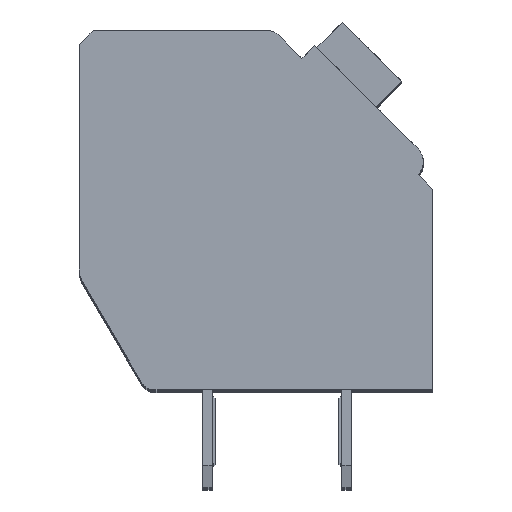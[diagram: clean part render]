
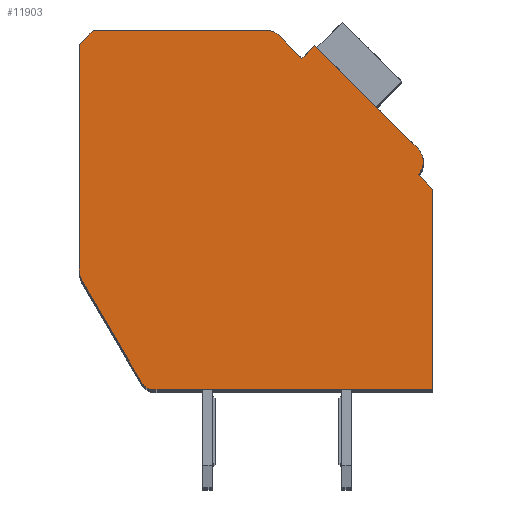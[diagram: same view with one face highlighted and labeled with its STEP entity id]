
A CAD part, top view. The second image highlights one B-rep face of the part: STEP entity #11903.
In plain terms, the highlighted planar face has unit normal (0, 0, 1).
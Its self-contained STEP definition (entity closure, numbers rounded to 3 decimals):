
#272=DIRECTION('',(0.,-1.,0.));
#273=VECTOR('',#272,8.053);
#274=CARTESIAN_POINT('',(-12.7,12.4,2.1));
#275=LINE('',#274,#273);
#276=DIRECTION('',(-0.707,-0.707,0.));
#277=VECTOR('',#276,0.707);
#278=CARTESIAN_POINT('',(-12.2,12.9,2.1));
#279=LINE('',#278,#277);
#280=DIRECTION('',(-1.,0.,0.));
#281=VECTOR('',#280,6.298);
#282=CARTESIAN_POINT('',(-5.902,12.9,2.1));
#283=LINE('',#282,#281);
#284=CARTESIAN_POINT('',(-5.902,12.4,2.1));
#285=DIRECTION('',(0.,0.,1.));
#286=DIRECTION('',(0.707,0.707,0.));
#287=AXIS2_PLACEMENT_3D('',#284,#285,#286);
#289=DIRECTION('',(-0.707,0.707,0.));
#290=VECTOR('',#289,1.197);
#291=CARTESIAN_POINT('',(-4.702,11.907,2.1));
#292=LINE('',#291,#290);
#293=DIRECTION('',(-0.707,-0.707,0.));
#294=VECTOR('',#293,0.65);
#295=CARTESIAN_POINT('',(-4.243,12.367,2.1));
#296=LINE('',#295,#294);
#297=DIRECTION('',(-0.707,0.707,0.));
#298=VECTOR('',#297,5.25);
#299=CARTESIAN_POINT('',(-0.53,8.655,2.1));
#300=LINE('',#299,#298);
#301=CARTESIAN_POINT('',(-0.99,8.195,2.1));
#302=DIRECTION('',(0.,0.,1.));
#303=DIRECTION('',(0.707,-0.707,0.));
#304=AXIS2_PLACEMENT_3D('',#301,#302,#303);
#306=DIRECTION('',(-0.707,0.707,0.));
#307=VECTOR('',#306,0.75);
#308=CARTESIAN_POINT('',(0.,7.205,2.1));
#309=LINE('',#308,#307);
#310=DIRECTION('',(0.,1.,0.));
#311=VECTOR('',#310,7.205);
#312=CARTESIAN_POINT('',(0.,0.,2.1));
#313=LINE('',#312,#311);
#314=DIRECTION('',(1.,0.,0.));
#315=VECTOR('',#314,10.014);
#316=CARTESIAN_POINT('',(-10.014,0.,2.1));
#317=LINE('',#316,#315);
#318=CARTESIAN_POINT('',(-10.014,0.5,2.1));
#319=DIRECTION('',(0.,0.,1.));
#320=DIRECTION('',(-0.862,-0.508,0.));
#321=AXIS2_PLACEMENT_3D('',#318,#319,#320);
#323=DIRECTION('',(0.508,-0.862,0.));
#324=VECTOR('',#323,4.17);
#325=CARTESIAN_POINT('',(-12.562,3.839,2.1));
#326=LINE('',#325,#324);
#327=CARTESIAN_POINT('',(-11.7,4.347,2.1));
#328=DIRECTION('',(0.,0.,1.));
#329=DIRECTION('',(-1.,0.,0.));
#330=AXIS2_PLACEMENT_3D('',#327,#328,#329);
#8905=CARTESIAN_POINT('',(-12.7,12.4,2.1));
#8906=CARTESIAN_POINT('',(-12.7,4.347,2.1));
#8907=VERTEX_POINT('',#8905);
#8908=VERTEX_POINT('',#8906);
#8909=CARTESIAN_POINT('',(-12.562,3.839,2.1));
#8910=VERTEX_POINT('',#8909);
#8911=CARTESIAN_POINT('',(-10.445,0.246,2.1));
#8912=VERTEX_POINT('',#8911);
#8913=CARTESIAN_POINT('',(-10.014,0.,2.1));
#8914=VERTEX_POINT('',#8913);
#8915=CARTESIAN_POINT('',(0.,0.,2.1));
#8916=VERTEX_POINT('',#8915);
#8917=CARTESIAN_POINT('',(0.,7.205,2.1));
#8918=VERTEX_POINT('',#8917);
#8919=CARTESIAN_POINT('',(-0.53,7.735,2.1));
#8920=VERTEX_POINT('',#8919);
#8921=CARTESIAN_POINT('',(-0.53,8.655,2.1));
#8922=VERTEX_POINT('',#8921);
#8923=CARTESIAN_POINT('',(-4.243,12.367,2.1));
#8924=VERTEX_POINT('',#8923);
#8925=CARTESIAN_POINT('',(-4.702,11.907,2.1));
#8926=VERTEX_POINT('',#8925);
#8927=CARTESIAN_POINT('',(-5.548,12.754,2.1));
#8928=VERTEX_POINT('',#8927);
#8929=CARTESIAN_POINT('',(-5.902,12.9,2.1));
#8930=VERTEX_POINT('',#8929);
#8931=CARTESIAN_POINT('',(-12.2,12.9,2.1));
#8932=VERTEX_POINT('',#8931);
#11870=CARTESIAN_POINT('',(0.,0.,2.1));
#11871=DIRECTION('',(0.,0.,1.));
#11872=DIRECTION('',(1.,0.,0.));
#11873=AXIS2_PLACEMENT_3D('',#11870,#11871,#11872);
#11874=PLANE('',#11873);
#11875=ORIENTED_EDGE('',*,*,#11646,.F.);
#11877=ORIENTED_EDGE('',*,*,#11876,.F.);
#11879=ORIENTED_EDGE('',*,*,#11878,.F.);
#11881=ORIENTED_EDGE('',*,*,#11880,.F.);
#11883=ORIENTED_EDGE('',*,*,#11882,.F.);
#11885=ORIENTED_EDGE('',*,*,#11884,.F.);
#11887=ORIENTED_EDGE('',*,*,#11886,.F.);
#11889=ORIENTED_EDGE('',*,*,#11888,.F.);
#11891=ORIENTED_EDGE('',*,*,#11890,.F.);
#11893=ORIENTED_EDGE('',*,*,#11892,.F.);
#11895=ORIENTED_EDGE('',*,*,#11894,.F.);
#11897=ORIENTED_EDGE('',*,*,#11896,.F.);
#11899=ORIENTED_EDGE('',*,*,#11898,.F.);
#11900=ORIENTED_EDGE('',*,*,#11743,.F.);
#11901=EDGE_LOOP('',(#11875,#11877,#11879,#11881,#11883,#11885,#11887,#11889,
#11891,#11893,#11895,#11897,#11899,#11900));
#11902=FACE_OUTER_BOUND('',#11901,.F.);
#288=CIRCLE('',#287,0.5);
#305=CIRCLE('',#304,0.65);
#322=CIRCLE('',#321,0.5);
#331=CIRCLE('',#330,1.);
#11646=EDGE_CURVE('',#8907,#8908,#275,.T.);
#11743=EDGE_CURVE('',#8908,#8910,#331,.T.);
#11876=EDGE_CURVE('',#8932,#8907,#279,.T.);
#11878=EDGE_CURVE('',#8930,#8932,#283,.T.);
#11880=EDGE_CURVE('',#8928,#8930,#288,.T.);
#11882=EDGE_CURVE('',#8926,#8928,#292,.T.);
#11884=EDGE_CURVE('',#8924,#8926,#296,.T.);
#11886=EDGE_CURVE('',#8922,#8924,#300,.T.);
#11888=EDGE_CURVE('',#8920,#8922,#305,.T.);
#11890=EDGE_CURVE('',#8918,#8920,#309,.T.);
#11892=EDGE_CURVE('',#8916,#8918,#313,.T.);
#11894=EDGE_CURVE('',#8914,#8916,#317,.T.);
#11896=EDGE_CURVE('',#8912,#8914,#322,.T.);
#11898=EDGE_CURVE('',#8910,#8912,#326,.T.);
#11903=ADVANCED_FACE('',(#11902),#11874,.T.);
